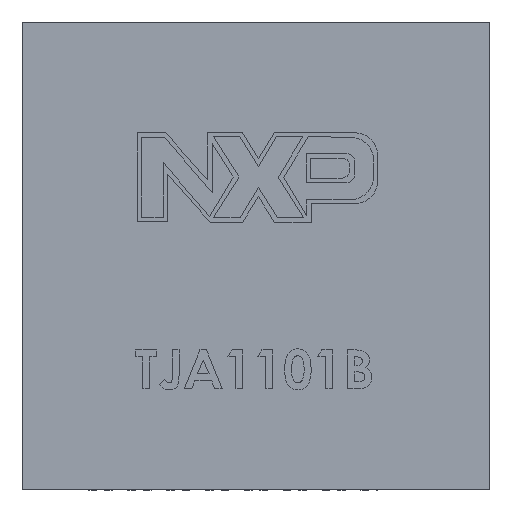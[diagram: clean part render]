
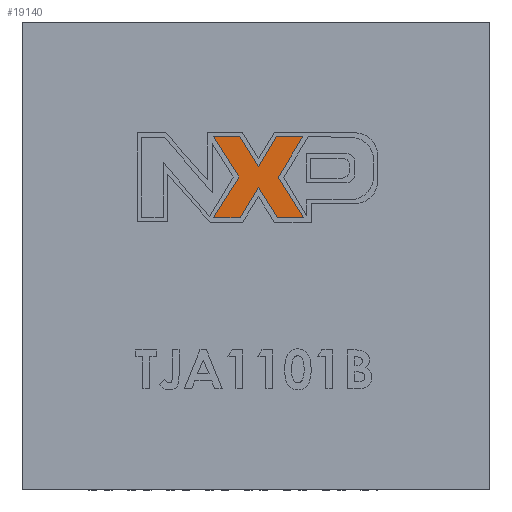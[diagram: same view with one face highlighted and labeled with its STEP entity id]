
A CAD part, top view. The second image highlights one B-rep face of the part: STEP entity #19140.
In plain terms, the highlighted planar face has unit normal (0, 0, 1).
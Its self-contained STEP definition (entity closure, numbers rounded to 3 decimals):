
#256 = ORIENTED_EDGE ( 'NONE', *, *, #19692, .F. ) ;
#654 = CARTESIAN_POINT ( 'NONE',  ( 0., 1.534, 0.5 ) ) ;
#915 = LINE ( 'NONE', #2660, #20385 ) ;
#1246 = ORIENTED_EDGE ( 'NONE', *, *, #3490, .F. ) ;
#1413 = CARTESIAN_POINT ( 'NONE',  ( -0.234, 0.141, 0.5 ) ) ;
#1632 = CARTESIAN_POINT ( 'NONE',  ( 0.287, 1.01, 0.5 ) ) ;
#1648 = VECTOR ( 'NONE', #4594, 1000. ) ;
#2029 = CARTESIAN_POINT ( 'NONE',  ( 0., 0.493, 0.5 ) ) ;
#2079 = EDGE_CURVE ( 'NONE', #12713, #14473, #19708, .T. ) ;
#2151 = FACE_OUTER_BOUND ( 'NONE', #7303, .T. ) ;
#2172 = CARTESIAN_POINT ( 'NONE',  ( 0.264, 1.534, 0.5 ) ) ;
#2490 = DIRECTION ( 'NONE',  ( 1., 0., 0. ) ) ;
#2660 = CARTESIAN_POINT ( 'NONE',  ( 0.303, 0.192, 0.5 ) ) ;
#2696 = ORIENTED_EDGE ( 'NONE', *, *, #20196, .F. ) ;
#2966 = CARTESIAN_POINT ( 'NONE',  ( 0.032, 0.882, 0.5 ) ) ;
#3490 = EDGE_CURVE ( 'NONE', #15109, #15190, #19685, .T. ) ;
#3652 = ORIENTED_EDGE ( 'NONE', *, *, #19397, .F. ) ;
#3703 = CARTESIAN_POINT ( 'NONE',  ( -0.483, 0.289, 0.5 ) ) ;
#3798 = PLANE ( 'NONE',  #14554 ) ;
#3954 = EDGE_CURVE ( 'NONE', #4499, #19687, #8211, .T. ) ;
#4136 = CARTESIAN_POINT ( 'NONE',  ( 0., 1.534, 0.5 ) ) ;
#4499 = VERTEX_POINT ( 'NONE', #7224 ) ;
#4594 = DIRECTION ( 'NONE',  ( -0.514, -0.858, 0. ) ) ;
#4730 = VERTEX_POINT ( 'NONE', #18538 ) ;
#4736 = CARTESIAN_POINT ( 'NONE',  ( -0.22, 1.016, 0.5 ) ) ;
#4964 = DIRECTION ( 'NONE',  ( -1., 0., 0. ) ) ;
#5088 = LINE ( 'NONE', #654, #7973 ) ;
#5116 = VERTEX_POINT ( 'NONE', #15110 ) ;
#5134 = ORIENTED_EDGE ( 'NONE', *, *, #15908, .F. ) ;
#5346 = LINE ( 'NONE', #3703, #13606 ) ;
#5366 = CARTESIAN_POINT ( 'NONE',  ( -0.615, 0.387, 0.5 ) ) ;
#5950 = DIRECTION ( 'NONE',  ( -0.53, 0.848, 0. ) ) ;
#6282 = CARTESIAN_POINT ( 'NONE',  ( 0.601, 1.534, 0.5 ) ) ;
#6524 = VERTEX_POINT ( 'NONE', #2172 ) ;
#6681 = DIRECTION ( 'NONE',  ( 0., 0., 1. ) ) ;
#7224 = CARTESIAN_POINT ( 'NONE',  ( -0.202, 0.493, 0.5 ) ) ;
#7303 = EDGE_LOOP ( 'NONE', ( #2696, #13586, #13724, #15744, #3652, #256, #15240, #5134, #14830, #12910, #15683, #1246 ) ) ;
#7339 = VERTEX_POINT ( 'NONE', #4736 ) ;
#7724 = VERTEX_POINT ( 'NONE', #2966 ) ;
#7973 = VECTOR ( 'NONE', #8588, 1000. ) ;
#7989 = DIRECTION ( 'NONE',  ( 0.53, -0.848, 0. ) ) ;
#8211 = LINE ( 'NONE', #2029, #10890 ) ;
#8512 = VERTEX_POINT ( 'NONE', #6282 ) ;
#8588 = DIRECTION ( 'NONE',  ( 1., 0., 0. ) ) ;
#8965 = VECTOR ( 'NONE', #10338, 1000. ) ;
#9387 = DIRECTION ( 'NONE',  ( -0.514, -0.858, 0. ) ) ;
#9819 = EDGE_CURVE ( 'NONE', #4730, #6524, #5346, .T. ) ;
#9900 = LINE ( 'NONE', #5366, #11595 ) ;
#9902 = VECTOR ( 'NONE', #2490, 1000. ) ;
#9981 = CARTESIAN_POINT ( 'NONE',  ( 0., 0., 0.5 ) ) ;
#10048 = CARTESIAN_POINT ( 'NONE',  ( -0.548, 1.534, 0.5 ) ) ;
#10338 = DIRECTION ( 'NONE',  ( 0.53, -0.848, 0. ) ) ;
#10890 = VECTOR ( 'NONE', #19036, 1000. ) ;
#10945 = CARTESIAN_POINT ( 'NONE',  ( 0., 0.49, 0.5 ) ) ;
#11595 = VECTOR ( 'NONE', #17724, 1000. ) ;
#11876 = CARTESIAN_POINT ( 'NONE',  ( 0.66, 0.412, 0.5 ) ) ;
#12576 = CARTESIAN_POINT ( 'NONE',  ( -0.21, 1.534, 0.5 ) ) ;
#12691 = LINE ( 'NONE', #10945, #13928 ) ;
#12713 = VERTEX_POINT ( 'NONE', #1632 ) ;
#12714 = CARTESIAN_POINT ( 'NONE',  ( 0.419, 0.262, 0.5 ) ) ;
#12910 = ORIENTED_EDGE ( 'NONE', *, *, #9819, .F. ) ;
#12920 = CARTESIAN_POINT ( 'NONE',  ( 0.538, 0.336, 0.5 ) ) ;
#13586 = ORIENTED_EDGE ( 'NONE', *, *, #18772, .F. ) ;
#13606 = VECTOR ( 'NONE', #19563, 1000. ) ;
#13724 = ORIENTED_EDGE ( 'NONE', *, *, #3954, .F. ) ;
#13908 = CARTESIAN_POINT ( 'NONE',  ( -0.366, 0.219, 0.5 ) ) ;
#13928 = VECTOR ( 'NONE', #4964, 1000. ) ;
#14473 = VERTEX_POINT ( 'NONE', #15545 ) ;
#14554 = AXIS2_PLACEMENT_3D ( 'NONE', #9981, #6681, #16263 ) ;
#14584 = VECTOR ( 'NONE', #9387, 1000. ) ;
#14830 = ORIENTED_EDGE ( 'NONE', *, *, #18327, .F. ) ;
#14933 = EDGE_CURVE ( 'NONE', #15190, #4730, #19010, .T. ) ;
#15109 = VERTEX_POINT ( 'NONE', #10048 ) ;
#15110 = CARTESIAN_POINT ( 'NONE',  ( 0.276, 0.49, 0.5 ) ) ;
#15190 = VERTEX_POINT ( 'NONE', #12576 ) ;
#15240 = ORIENTED_EDGE ( 'NONE', *, *, #2079, .F. ) ;
#15545 = CARTESIAN_POINT ( 'NONE',  ( 0.612, 0.49, 0.5 ) ) ;
#15683 = ORIENTED_EDGE ( 'NONE', *, *, #14933, .F. ) ;
#15744 = ORIENTED_EDGE ( 'NONE', *, *, #20076, .F. ) ;
#15908 = EDGE_CURVE ( 'NONE', #8512, #12713, #18713, .T. ) ;
#16263 = DIRECTION ( 'NONE',  ( 1., 0., 0. ) ) ;
#16674 = DIRECTION ( 'NONE',  ( -0.535, 0.845, 0. ) ) ;
#17405 = LINE ( 'NONE', #13908, #14584 ) ;
#17546 = VECTOR ( 'NONE', #5950, 1000. ) ;
#17724 = DIRECTION ( 'NONE',  ( 0.533, 0.846, 0. ) ) ;
#18327 = EDGE_CURVE ( 'NONE', #6524, #8512, #5088, .T. ) ;
#18538 = CARTESIAN_POINT ( 'NONE',  ( 0.032, 1.147, 0.5 ) ) ;
#18713 = LINE ( 'NONE', #1413, #1648 ) ;
#18770 = VECTOR ( 'NONE', #7989, 1000. ) ;
#18772 = EDGE_CURVE ( 'NONE', #19687, #7339, #9900, .T. ) ;
#19010 = LINE ( 'NONE', #12920, #18770 ) ;
#19036 = DIRECTION ( 'NONE',  ( -1., 0., 0. ) ) ;
#19140 = ADVANCED_FACE ( 'NONE', ( #2151 ), #3798, .T. ) ;
#19397 = EDGE_CURVE ( 'NONE', #5116, #7724, #20057, .T. ) ;
#19563 = DIRECTION ( 'NONE',  ( 0.514, 0.858, 0. ) ) ;
#19685 = LINE ( 'NONE', #4136, #9902 ) ;
#19687 = VERTEX_POINT ( 'NONE', #20322 ) ;
#19692 = EDGE_CURVE ( 'NONE', #14473, #5116, #12691, .T. ) ;
#19708 = LINE ( 'NONE', #11876, #8965 ) ;
#20057 = LINE ( 'NONE', #12714, #17546 ) ;
#20076 = EDGE_CURVE ( 'NONE', #7724, #4499, #17405, .T. ) ;
#20196 = EDGE_CURVE ( 'NONE', #7339, #15109, #915, .T. ) ;
#20322 = CARTESIAN_POINT ( 'NONE',  ( -0.548, 0.493, 0.5 ) ) ;
#20385 = VECTOR ( 'NONE', #16674, 1000. ) ;
